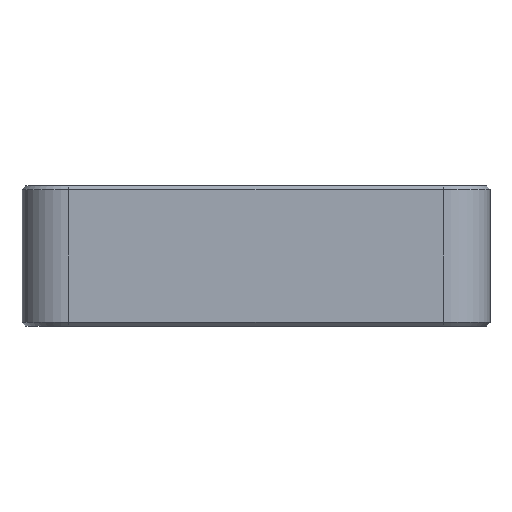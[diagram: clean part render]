
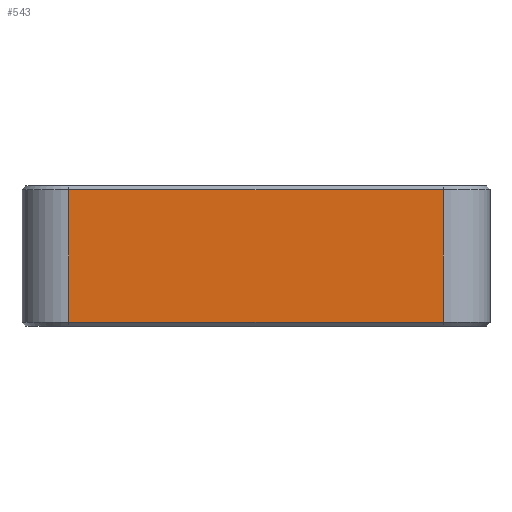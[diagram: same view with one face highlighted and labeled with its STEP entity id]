
A CAD part, left-side view. The second image highlights one B-rep face of the part: STEP entity #543.
In plain terms, the highlighted planar face has unit normal (-1, 0, 0).
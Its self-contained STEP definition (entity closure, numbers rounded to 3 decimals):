
#543=ADVANCED_FACE('',(#1561),#1563,.T.);
#1561=FACE_BOUND('',#1562,.T.);
#1562=EDGE_LOOP('',(#2665,#2666,#2667,#2668));
#1563=PLANE('',#1564);
#1564=AXIS2_PLACEMENT_3D('',#1565,#1566,#1567);
#1565=CARTESIAN_POINT('',(-20.,0.,-7.5));
#1566=DIRECTION('',(-1.,0.,0.));
#1567=DIRECTION('',(0.,0.,1.));
#2665=ORIENTED_EDGE('',*,*,#3145,.F.);
#2666=ORIENTED_EDGE('',*,*,#3289,.F.);
#2667=ORIENTED_EDGE('',*,*,#3075,.T.);
#2668=ORIENTED_EDGE('',*,*,#3313,.T.);
#3075=EDGE_CURVE('',#3665,#3662,#3666,.T.);
#3145=EDGE_CURVE('',#3771,#3774,#3775,.T.);
#3289=EDGE_CURVE('',#3665,#3771,#4007,.T.);
#3313=EDGE_CURVE('',#3662,#3774,#4039,.T.);
#3662=VERTEX_POINT('',#4752);
#3665=VERTEX_POINT('',#4760);
#3666=LINE('',#4761,#4762);
#3771=VERTEX_POINT('',#5033);
#3774=VERTEX_POINT('',#5041);
#3775=LINE('',#5042,#5043);
#4007=LINE('',#5571,#5572);
#4039=LINE('',#5660,#5661);
#4752=CARTESIAN_POINT('',(-20.,-41.,-7.1));
#4760=CARTESIAN_POINT('',(-20.,-1.,-7.1));
#4761=CARTESIAN_POINT('',(-20.,-1.,-7.1));
#4762=VECTOR('',#4763,1.);
#4763=DIRECTION('',(0.,-1.,0.));
#5033=CARTESIAN_POINT('',(-20.,-1.,7.1));
#5041=CARTESIAN_POINT('',(-20.,-41.,7.1));
#5042=CARTESIAN_POINT('',(-20.,-1.,7.1));
#5043=VECTOR('',#5044,1.);
#5044=DIRECTION('',(0.,-1.,0.));
#5571=CARTESIAN_POINT('',(-20.,-1.,-7.1));
#5572=VECTOR('',#5573,1.);
#5573=DIRECTION('',(0.,0.,1.));
#5660=CARTESIAN_POINT('',(-20.,-41.,-7.1));
#5661=VECTOR('',#5662,1.);
#5662=DIRECTION('',(0.,0.,1.));
